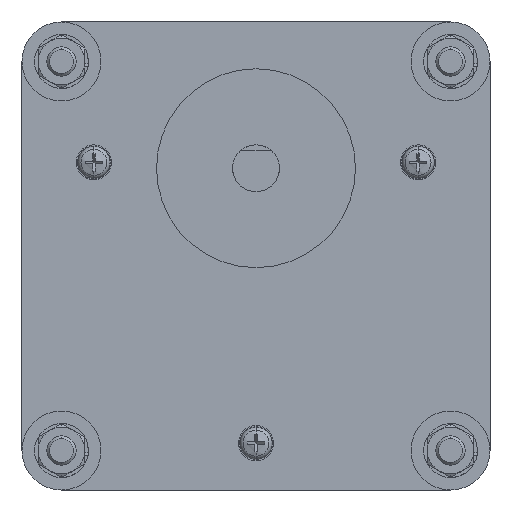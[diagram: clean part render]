
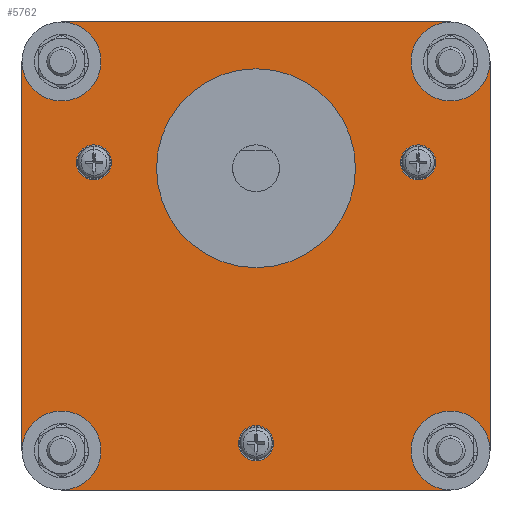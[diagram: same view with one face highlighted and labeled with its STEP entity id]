
A CAD part, left-side view. The second image highlights one B-rep face of the part: STEP entity #5762.
In plain terms, the highlighted planar face has unit normal (-1, 0, 0).
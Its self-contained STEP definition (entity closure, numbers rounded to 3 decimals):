
#5281=CARTESIAN_POINT('POINT13741',(0.5,
   0.,17.));
#5282=VERTEX_POINT('VERTEX13741',#5281);
#5289=CARTESIAN_POINT('POINT13742',(0.5,0.,
   -17.));
#5290=VERTEX_POINT('VERTEX13742',#5289);
#5291=CARTESIAN_POINT('POS19674',(0.5,0.,
   0.));
#5292=DIRECTION('DIR30761',(-1.,0.,0.));
#5293=DIRECTION('DIR30762',(0.,0.,1.));
#5294=AXIS2_PLACEMENT_3D('AXIS11088',#5291,#5292,#5293);
#5295=CIRCLE('ELLIPSE5388',#5294,17.);
#5296=EDGE_CURVE('EDGE22171',#5282,#5290,#5295,.T.);
#5316=EDGE_CURVE('EDGE22173',#5290,#5282,#5295,.T.);
#5321=CARTESIAN_POINT('POINT13743',(0.5,
   25.115,-0.5));
#5322=VERTEX_POINT('VERTEX13743',#5321);
#5329=CARTESIAN_POINT('POINT13744',(0.5,
   30.311,2.5));
#5330=VERTEX_POINT('VERTEX13744',#5329);
#5331=CARTESIAN_POINT('POS19678',(0.5,
   27.713,1.));
#5332=DIRECTION('DIR30767',(1.,0.,
   0.));
#5333=DIRECTION('DIR30768',(0.,-0.866
   ,-0.5));
#5334=AXIS2_PLACEMENT_3D('AXIS11090',#5331,#5332,#5333);
#5335=CIRCLE('ELLIPSE5389',#5334,3.);
#5336=EDGE_CURVE('EDGE22175',#5330,#5322,#5335,.T.);
#5356=EDGE_CURVE('EDGE22177',#5322,#5330,#5335,.T.);
#5361=CARTESIAN_POINT('POINT13745',(0.5,
   -25.115,-0.5));
#5362=VERTEX_POINT('VERTEX13745',#5361);
#5369=CARTESIAN_POINT('POINT13746',(0.5,
   -30.311,2.5));
#5370=VERTEX_POINT('VERTEX13746',#5369);
#5371=CARTESIAN_POINT('POS19682',(0.5,
   -27.713,1.));
#5372=DIRECTION('DIR30773',(1.,0.,
   0.));
#5373=DIRECTION('DIR30774',(0.,0.866,
   -0.5));
#5374=AXIS2_PLACEMENT_3D('AXIS11092',#5371,#5372,#5373);
#5375=CIRCLE('ELLIPSE5390',#5374,3.);
#5376=EDGE_CURVE('EDGE22179',#5370,#5362,#5375,.T.);
#5396=EDGE_CURVE('EDGE22181',#5362,#5370,#5375,.T.);
#5401=CARTESIAN_POINT('POINT13747',(0.5,0.,
   -44.));
#5402=VERTEX_POINT('VERTEX13747',#5401);
#5409=CARTESIAN_POINT('POINT13748',(0.5,
   0.,-50.));
#5410=VERTEX_POINT('VERTEX13748',#5409);
#5411=CARTESIAN_POINT('POS19686',(0.5,0.,
   -47.));
#5412=DIRECTION('DIR30779',(1.,0.,0.));
#5413=DIRECTION('DIR30780',(0.,0.,1.));
#5414=AXIS2_PLACEMENT_3D('AXIS11094',#5411,#5412,#5413);
#5415=CIRCLE('ELLIPSE5391',#5414,3.);
#5416=EDGE_CURVE('EDGE22183',#5410,#5402,#5415,.T.);
#5436=EDGE_CURVE('EDGE22185',#5402,#5410,#5415,.T.);
#5476=CARTESIAN_POINT('POINT13751',(0.5,33.25,
   25.));
#5477=VERTEX_POINT('VERTEX13751',#5476);
#5485=CARTESIAN_POINT('POINT13752',(0.5,33.25,
   11.5));
#5486=VERTEX_POINT('VERTEX13752',#5485);
#5493=CARTESIAN_POINT('POS19693',(0.5,33.25,
   18.25));
#5494=DIRECTION('DIR30790',(1.,0.,0.));
#5495=DIRECTION('DIR30791',(0.,0.,-1.));
#5496=AXIS2_PLACEMENT_3D('AXIS11098',#5493,#5494,#5495);
#5497=CIRCLE('ELLIPSE5393',#5496,6.75);
#5498=EDGE_CURVE('EDGE22190',#5477,#5486,#5497,.T.);
#5547=CARTESIAN_POINT('POINT13756',(0.5,40.,
   -48.25));
#5548=VERTEX_POINT('VERTEX13756',#5547);
#5556=CARTESIAN_POINT('POINT13757',(0.5,26.5,
   -48.25));
#5557=VERTEX_POINT('VERTEX13757',#5556);
#5564=CARTESIAN_POINT('POS19699',(0.5,33.25,
   -48.25));
#5565=DIRECTION('DIR30800',(1.,0.,0.));
#5566=DIRECTION('DIR30801',(0.,0.,-1.));
#5567=AXIS2_PLACEMENT_3D('AXIS11102',#5564,#5565,#5566);
#5568=CIRCLE('ELLIPSE5395',#5567,6.75);
#5569=EDGE_CURVE('EDGE22196',#5548,#5557,#5568,.T.);
#5614=CARTESIAN_POINT('POINT13760',(0.5,-33.25,
   -55.));
#5615=VERTEX_POINT('VERTEX13760',#5614);
#5623=CARTESIAN_POINT('POINT13761',(0.5,-33.25,
   -41.5));
#5624=VERTEX_POINT('VERTEX13761',#5623);
#5631=CARTESIAN_POINT('POS19705',(0.5,-33.25,
   -48.25));
#5632=DIRECTION('DIR30810',(1.,0.,0.));
#5633=DIRECTION('DIR30811',(0.,0.,-1.));
#5634=AXIS2_PLACEMENT_3D('AXIS11106',#5631,#5632,#5633);
#5635=CIRCLE('ELLIPSE5397',#5634,6.75);
#5636=EDGE_CURVE('EDGE22201',#5615,#5624,#5635,.T.);
#5685=ORIENTED_EDGE('COEDGE44417',*,*,#5569,.T.);
#5686=CARTESIAN_POINT('POINT13765',(0.5,33.25,
   -55.));
#5687=VERTEX_POINT('VERTEX13765',#5686);
#5688=EDGE_CURVE('EDGE22205',#5557,#5687,#5568,.T.);
#5689=ORIENTED_EDGE('COEDGE44418',*,*,#5688,.T.);
#5690=CARTESIAN_POINT('POS19709',(0.5,33.25,
   -55.));
#5691=DIRECTION('DIR30818',(0.,-1.,0.));
#5692=VECTOR('VEC8600',#5691,1.);
#5693=LINE('STRAIGHT8600',#5690,#5692);
#5694=EDGE_CURVE('EDGE22206',#5687,#5615,#5693,.T.);
#5695=ORIENTED_EDGE('COEDGE44419',*,*,#5694,.T.);
#5696=ORIENTED_EDGE('COEDGE44420',*,*,#5636,.T.);
#5697=CARTESIAN_POINT('POINT13766',(0.5,-40.,
   -48.25));
#5698=VERTEX_POINT('VERTEX13766',#5697);
#5699=EDGE_CURVE('EDGE22207',#5624,#5698,#5635,.T.);
#5700=ORIENTED_EDGE('COEDGE44421',*,*,#5699,.T.);
#5701=CARTESIAN_POINT('POINT13767',(0.5,-40.,
   18.25));
#5702=VERTEX_POINT('VERTEX13767',#5701);
#5703=CARTESIAN_POINT('POS19710',(0.5,-40.,-15.));
#5704=DIRECTION('DIR30819',(0.,0.,1.));
#5705=VECTOR('VEC8601',#5704,1.);
#5706=LINE('STRAIGHT8601',#5703,#5705);
#5707=EDGE_CURVE('EDGE22208',#5698,#5702,#5706,.T.);
#5708=ORIENTED_EDGE('COEDGE44422',*,*,#5707,.T.);
#5709=CARTESIAN_POINT('POINT13768',(0.5,-26.5,
   18.25));
#5710=VERTEX_POINT('VERTEX13768',#5709);
#5711=CARTESIAN_POINT('POS19711',(0.5,-33.25,
   18.25));
#5712=DIRECTION('DIR30820',(1.,0.,0.));
#5713=DIRECTION('DIR30821',(0.,0.,-1.));
#5714=AXIS2_PLACEMENT_3D('AXIS11110',#5711,#5712,#5713);
#5715=CIRCLE('ELLIPSE5399',#5714,6.75);
#5716=EDGE_CURVE('EDGE22209',#5702,#5710,#5715,.T.);
#5717=ORIENTED_EDGE('COEDGE44423',*,*,#5716,.T.);
#5718=CARTESIAN_POINT('POINT13769',(0.5,-33.25,
   25.));
#5719=VERTEX_POINT('VERTEX13769',#5718);
#5720=EDGE_CURVE('EDGE22210',#5710,#5719,#5715,.T.);
#5721=ORIENTED_EDGE('COEDGE44424',*,*,#5720,.T.);
#5722=CARTESIAN_POINT('POS19712',(0.5,-33.25,
   25.));
#5723=DIRECTION('DIR30822',(0.,1.,0.));
#5724=VECTOR('VEC8602',#5723,1.);
#5725=LINE('STRAIGHT8602',#5722,#5724);
#5726=EDGE_CURVE('EDGE22211',#5719,#5477,#5725,.T.);
#5727=ORIENTED_EDGE('COEDGE44425',*,*,#5726,.T.);
#5728=ORIENTED_EDGE('COEDGE44426',*,*,#5498,.T.);
#5729=CARTESIAN_POINT('POINT13770',(0.5,40.,
   18.25));
#5730=VERTEX_POINT('VERTEX13770',#5729);
#5731=EDGE_CURVE('EDGE22212',#5486,#5730,#5497,.T.);
#5732=ORIENTED_EDGE('COEDGE44427',*,*,#5731,.T.);
#5733=CARTESIAN_POINT('POS19713',(0.5,40.,
   18.25));
#5734=DIRECTION('DIR30823',(0.,0.,-1.));
#5735=VECTOR('VEC8603',#5734,1.);
#5736=LINE('STRAIGHT8603',#5733,#5735);
#5737=EDGE_CURVE('EDGE22213',#5730,#5548,#5736,.T.);
#5738=ORIENTED_EDGE('COEDGE44428',*,*,#5737,.T.);
#5739=EDGE_LOOP('NONE',(#5685,#5689,#5695,#5696,#5700,#5708,#5717,#5721,
   #5727,#5728,#5732,#5738));
#5740=FACE_BOUND('LOOP1',#5739,.T.);
#5741=ORIENTED_EDGE('COEDGE44429',*,*,#5436,.T.);
#5742=ORIENTED_EDGE('COEDGE44430',*,*,#5416,.T.);
#5743=EDGE_LOOP('NONE',(#5741,#5742));
#5744=FACE_BOUND('LOOP1',#5743,.T.);
#5745=ORIENTED_EDGE('COEDGE44431',*,*,#5396,.T.);
#5746=ORIENTED_EDGE('COEDGE44432',*,*,#5376,.T.);
#5747=EDGE_LOOP('NONE',(#5745,#5746));
#5748=FACE_BOUND('LOOP1',#5747,.T.);
#5749=ORIENTED_EDGE('COEDGE44433',*,*,#5356,.T.);
#5750=ORIENTED_EDGE('COEDGE44434',*,*,#5336,.T.);
#5751=EDGE_LOOP('NONE',(#5749,#5750));
#5752=FACE_BOUND('LOOP1',#5751,.T.);
#5753=ORIENTED_EDGE('COEDGE44435',*,*,#5316,.F.);
#5754=ORIENTED_EDGE('COEDGE44436',*,*,#5296,.F.);
#5755=EDGE_LOOP('NONE',(#5753,#5754));
#5756=FACE_BOUND('LOOP1',#5755,.T.);
#5757=CARTESIAN_POINT('POS19714',(0.5,0.,
   -15.));
#5758=DIRECTION('DIR30824',(1.,0.,0.));
#5759=DIRECTION('DIR30825',(0.,1.,0.));
#5760=AXIS2_PLACEMENT_3D('AXIS11111',#5757,#5758,#5759);
#5761=PLANE('PLANE3151',#5760);
#5762=ADVANCED_FACE('FACE9933',(#5740,#5744,#5748,#5752,#5756),#5761,.F.
   );
